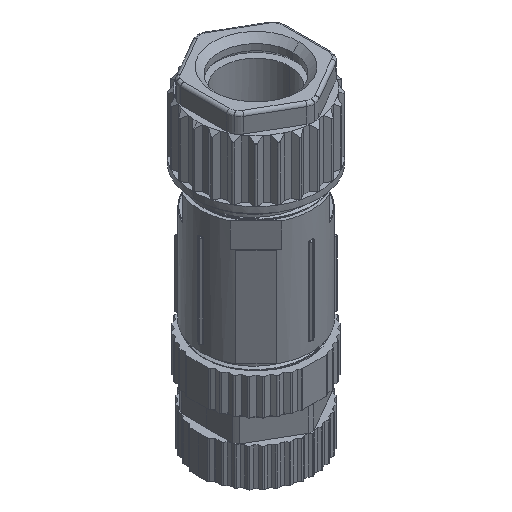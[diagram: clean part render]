
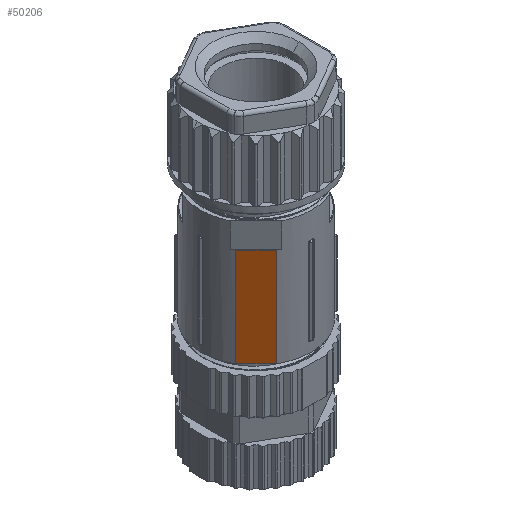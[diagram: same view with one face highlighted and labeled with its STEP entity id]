
A CAD part, isometric view. The second image highlights one B-rep face of the part: STEP entity #50206.
In plain terms, the highlighted planar face has unit normal (-0.707, -0.707, 0).
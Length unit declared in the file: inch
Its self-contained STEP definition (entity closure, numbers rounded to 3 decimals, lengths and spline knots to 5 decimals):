
#1858 = PLANE ( 'NONE',  #74319 ) ;
#2316 = VECTOR ( 'NONE', #49103, 39.37008 ) ;
#9192 = CARTESIAN_POINT ( 'NONE',  ( -0.30635, -0.17805, 0.23622 ) ) ;
#10568 = DIRECTION ( 'NONE',  ( 0.707, 0.707, 0. ) ) ;
#12747 = ORIENTED_EDGE ( 'NONE', *, *, #21406, .T. ) ;
#16856 = LINE ( 'NONE', #86834, #94991 ) ;
#17513 = VERTEX_POINT ( 'NONE', #9192 ) ;
#21406 = EDGE_CURVE ( 'NONE', #17513, #64526, #42761, .T. ) ;
#26232 = DIRECTION ( 'NONE',  ( 0., 0., 1. ) ) ;
#31461 = DIRECTION ( 'NONE',  ( 0.707, -0.707, 0. ) ) ;
#31621 = CARTESIAN_POINT ( 'NONE',  ( -0.17805, -0.30635, -0.07677 ) ) ;
#39848 = CARTESIAN_POINT ( 'NONE',  ( -0.17805, -0.30635, 0.23622 ) ) ;
#40897 = ORIENTED_EDGE ( 'NONE', *, *, #56732, .F. ) ;
#41889 = DIRECTION ( 'NONE',  ( -0.707, 0.707, 0. ) ) ;
#42761 = LINE ( 'NONE', #80755, #63475 ) ;
#49103 = DIRECTION ( 'NONE',  ( 0.707, -0.707, 0. ) ) ;
#50206 = ADVANCED_FACE ( 'NONE', ( #103163 ), #1858, .F. ) ;
#56732 = EDGE_CURVE ( 'NONE', #91512, #64526, #122879, .T. ) ;
#57142 = CARTESIAN_POINT ( 'NONE',  ( -0.30635, -0.17805, 0.86614 ) ) ;
#59082 = LINE ( 'NONE', #57142, #2316 ) ;
#59139 = CARTESIAN_POINT ( 'NONE',  ( -0.17805, -0.30635, 0.86614 ) ) ;
#63127 = ORIENTED_EDGE ( 'NONE', *, *, #94094, .F. ) ;
#63475 = VECTOR ( 'NONE', #31461, 39.37008 ) ;
#64526 = VERTEX_POINT ( 'NONE', #39848 ) ;
#67648 = ORIENTED_EDGE ( 'NONE', *, *, #77518, .F. ) ;
#72227 = DIRECTION ( 'NONE',  ( 0., 0., -1. ) ) ;
#72760 = VECTOR ( 'NONE', #72227, 39.37008 ) ;
#74319 = AXIS2_PLACEMENT_3D ( 'NONE', #102517, #10568, #41889 ) ;
#77518 = EDGE_CURVE ( 'NONE', #112446, #91512, #59082, .T. ) ;
#80755 = CARTESIAN_POINT ( 'NONE',  ( -0.30635, -0.17805, 0.23622 ) ) ;
#84329 = EDGE_LOOP ( 'NONE', ( #12747, #40897, #67648, #63127 ) ) ;
#86834 = CARTESIAN_POINT ( 'NONE',  ( -0.30635, -0.17805, 0.23622 ) ) ;
#91512 = VERTEX_POINT ( 'NONE', #59139 ) ;
#91592 = CARTESIAN_POINT ( 'NONE',  ( -0.30635, -0.17805, 0.86614 ) ) ;
#94094 = EDGE_CURVE ( 'NONE', #17513, #112446, #16856, .T. ) ;
#94991 = VECTOR ( 'NONE', #26232, 39.37008 ) ;
#102517 = CARTESIAN_POINT ( 'NONE',  ( -0.30635, -0.17805, 0.23622 ) ) ;
#103163 = FACE_OUTER_BOUND ( 'NONE', #84329, .T. ) ;
#112446 = VERTEX_POINT ( 'NONE', #91592 ) ;
#122879 = LINE ( 'NONE', #31621, #72760 ) ;
